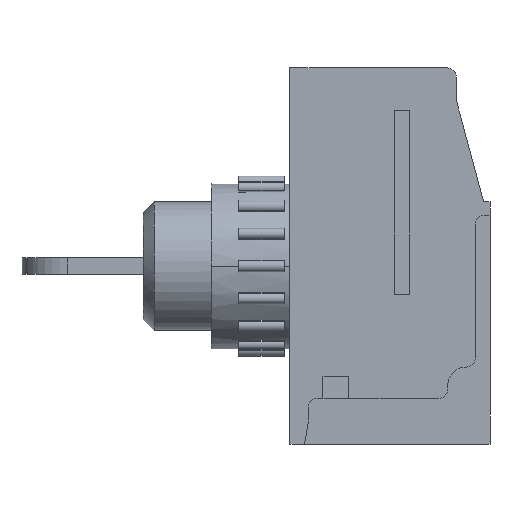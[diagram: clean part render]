
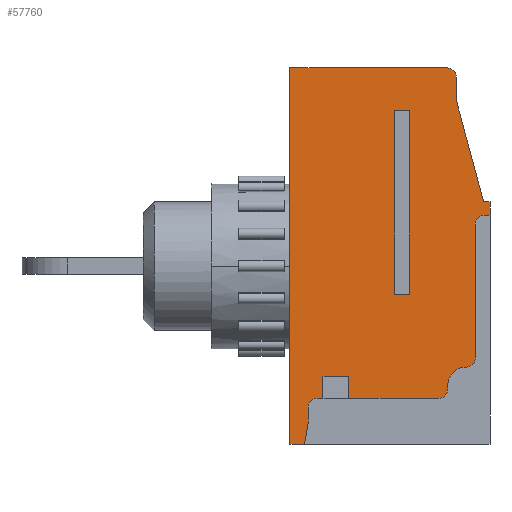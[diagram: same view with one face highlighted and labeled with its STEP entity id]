
A CAD part, left-side view. The second image highlights one B-rep face of the part: STEP entity #57760.
In plain terms, the highlighted face is planar.
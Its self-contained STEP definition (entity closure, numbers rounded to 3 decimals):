
#20520=CARTESIAN_POINT('',(0.,21.625,0.));
#20530=DIRECTION('',(1.,0.,0.));
#20540=VECTOR('',#20530,1.);
#20550=LINE('',#20520,#20540);
#20560=CARTESIAN_POINT('',(60.808,21.625,0.));
#20570=VERTEX_POINT('',#20560);
#20580=CARTESIAN_POINT('',(70.808,21.625,0.));
#20590=VERTEX_POINT('',#20580);
#20600=EDGE_CURVE('',#20570,#20590,#20550,.T.);
#27860=CARTESIAN_POINT('',(60.278,18.441,0.));
#27870=VERTEX_POINT('',#27860);
#27900=CARTESIAN_POINT('',(0.,18.441,0.));
#27910=DIRECTION('',(1.,0.,0.));
#27920=VECTOR('',#27910,1.);
#27930=LINE('',#27900,#27920);
#27940=CARTESIAN_POINT('',(58.978,18.441,0.));
#27950=VERTEX_POINT('',#27940);
#27960=EDGE_CURVE('',#27950,#27870,#27930,.T.);
#28190=CARTESIAN_POINT('',(66.503,0.,0.));
#28200=DIRECTION('',(0.,-1.,0.));
#28210=VECTOR('',#28200,1.);
#28220=LINE('',#28190,#28210);
#28230=CARTESIAN_POINT('',(66.503,16.918,0.));
#28240=VERTEX_POINT('',#28230);
#28250=CARTESIAN_POINT('',(66.503,16.618,0.));
#28260=VERTEX_POINT('',#28250);
#28270=EDGE_CURVE('',#28240,#28260,#28220,.T.);
#28620=CARTESIAN_POINT('',(76.978,26.518,0.));
#28630=VERTEX_POINT('',#28620);
#28660=CARTESIAN_POINT('',(76.978,26.018,0.));
#28670=DIRECTION('',(0.,0.,-1.));
#28680=DIRECTION('',(-1.,0.,0.));
#28690=AXIS2_PLACEMENT_3D('',#28660,#28670,#28680);
#28700=CIRCLE('',#28690,0.5);
#28710=CARTESIAN_POINT('',(76.478,26.018,0.));
#28720=VERTEX_POINT('',#28710);
#28730=EDGE_CURVE('',#28720,#28630,#28700,.T.);
#30580=CARTESIAN_POINT('',(67.003,16.918,0.));
#30590=DIRECTION('',(0.,0.,1.));
#30600=DIRECTION('',(1.,0.,0.));
#30610=AXIS2_PLACEMENT_3D('',#30580,#30590,#30600);
#30620=CIRCLE('',#30610,0.5);
#30630=CARTESIAN_POINT('',(67.003,17.418,0.));
#30640=VERTEX_POINT('',#30630);
#30650=EDGE_CURVE('',#30640,#28240,#30620,.T.);
#32480=CARTESIAN_POINT('',(58.478,27.518,0.));
#32490=VERTEX_POINT('',#32480);
#32520=CARTESIAN_POINT('',(0.,27.518,0.));
#32530=DIRECTION('',(-1.,0.,0.));
#32540=VECTOR('',#32530,1.);
#32550=LINE('',#32520,#32540);
#32560=CARTESIAN_POINT('',(78.978,27.518,0.));
#32570=VERTEX_POINT('',#32560);
#32580=EDGE_CURVE('',#32570,#32490,#32550,.T.);
#34190=CARTESIAN_POINT('',(75.278,24.318,0.));
#34200=VERTEX_POINT('',#34190);
#34350=CARTESIAN_POINT('',(75.278,25.718,0.));
#34360=VERTEX_POINT('',#34350);
#34390=CARTESIAN_POINT('',(75.278,0.,0.));
#34400=DIRECTION('',(0.,-1.,0.));
#34410=VECTOR('',#34400,1.);
#34420=LINE('',#34390,#34410);
#34430=EDGE_CURVE('',#34360,#34200,#34420,.T.);
#36290=CARTESIAN_POINT('',(0.,25.718,0.));
#36300=DIRECTION('',(-1.,0.,0.));
#36310=VECTOR('',#36300,1.);
#36320=LINE('',#36290,#36310);
#36330=CARTESIAN_POINT('',(76.478,25.718,0.));
#36340=VERTEX_POINT('',#36330);
#36350=EDGE_CURVE('',#36340,#34360,#36320,.T.);
#39540=CARTESIAN_POINT('',(76.478,19.418,0.));
#39550=VERTEX_POINT('',#39540);
#39580=CARTESIAN_POINT('',(75.978,19.418,0.));
#39590=DIRECTION('',(0.,0.,1.));
#39600=DIRECTION('',(1.,0.,0.));
#39610=AXIS2_PLACEMENT_3D('',#39580,#39590,#39600);
#39620=CIRCLE('',#39610,0.5);
#39630=CARTESIAN_POINT('',(75.978,18.918,0.));
#39640=VERTEX_POINT('',#39630);
#39650=EDGE_CURVE('',#39640,#39550,#39620,.T.);
#40630=CARTESIAN_POINT('',(77.297,16.618,0.));
#40640=DIRECTION('',(1.,0.,0.));
#40650=VECTOR('',#40640,1.);
#40660=LINE('',#40630,#40650);
#40670=CARTESIAN_POINT('',(65.778,16.618,0.));
#40680=VERTEX_POINT('',#40670);
#40690=EDGE_CURVE('',#40680,#28260,#40660,.T.);
#42080=CARTESIAN_POINT('',(76.478,0.,0.));
#42090=DIRECTION('',(0.,-1.,0.));
#42100=VECTOR('',#42090,1.);
#42110=LINE('',#42080,#42100);
#42120=CARTESIAN_POINT('',(76.478,24.318,0.));
#42130=VERTEX_POINT('',#42120);
#42140=EDGE_CURVE('',#42130,#39550,#42110,.T.);
#43720=CARTESIAN_POINT('',(-0.2,17.418,0.));
#43730=DIRECTION('',(-1.,0.,0.));
#43740=VECTOR('',#43730,1.);
#43750=LINE('',#43720,#43740);
#43760=CARTESIAN_POINT('',(74.278,17.418,0.));
#43770=VERTEX_POINT('',#43760);
#43780=EDGE_CURVE('',#43770,#30640,#43750,.T.);
#45240=CARTESIAN_POINT('',(58.478,0.,0.));
#45250=DIRECTION('',(0.,1.,0.));
#45260=VECTOR('',#45250,1.);
#45270=LINE('',#45240,#45260);
#45280=CARTESIAN_POINT('',(58.478,18.941,0.));
#45290=VERTEX_POINT('',#45280);
#45300=EDGE_CURVE('',#45290,#32490,#45270,.T.);
#46720=CARTESIAN_POINT('',(58.978,18.941,0.));
#46730=DIRECTION('',(0.,0.,1.));
#46740=DIRECTION('',(1.,0.,0.));
#46750=AXIS2_PLACEMENT_3D('',#46720,#46730,#46740);
#46760=CIRCLE('',#46750,0.5);
#46770=EDGE_CURVE('',#45290,#27950,#46760,.T.);
#49340=CARTESIAN_POINT('',(77.778,26.518,0.));
#49350=VERTEX_POINT('',#49340);
#49380=CARTESIAN_POINT('',(0.,26.518,0.));
#49390=DIRECTION('',(-1.,0.,0.));
#49400=VECTOR('',#49390,1.);
#49410=LINE('',#49380,#49400);
#49420=EDGE_CURVE('',#49350,#28630,#49410,.T.);
#49920=CARTESIAN_POINT('',(74.778,17.918,0.));
#49930=VERTEX_POINT('',#49920);
#49960=CARTESIAN_POINT('',(74.278,17.918,0.));
#49970=DIRECTION('',(0.,0.,1.));
#49980=DIRECTION('',(1.,0.,0.));
#49990=AXIS2_PLACEMENT_3D('',#49960,#49970,#49980);
#50000=CIRCLE('',#49990,0.5);
#50010=EDGE_CURVE('',#43770,#49930,#50000,.T.);
#51650=CARTESIAN_POINT('',(0.,24.318,0.));
#51660=DIRECTION('',(1.,0.,0.));
#51670=VECTOR('',#51660,1.);
#51680=LINE('',#51650,#51670);
#51690=EDGE_CURVE('',#34200,#42130,#51680,.T.);
#52940=CARTESIAN_POINT('',(78.978,0.,0.));
#52950=DIRECTION('',(0.,-1.,0.));
#52960=VECTOR('',#52950,1.);
#52970=LINE('',#52940,#52960);
#52980=CARTESIAN_POINT('',(78.978,26.729,0.));
#52990=VERTEX_POINT('',#52980);
#53000=EDGE_CURVE('',#32570,#52990,#52970,.T.);
#53200=CARTESIAN_POINT('',(0.,34.593,0.));
#53210=DIRECTION('',(-0.966,0.259,0.));
#53220=VECTOR('',#53210,1.);
#53230=LINE('',#53200,#53220);
#53240=CARTESIAN_POINT('',(65.778,16.968,0.));
#53250=VERTEX_POINT('',#53240);
#53260=EDGE_CURVE('',#53250,#27870,#53230,.T.);
#53850=EDGE_CURVE('',#28720,#36340,#42110,.T.);
#55880=CARTESIAN_POINT('',(0.,12.803,0.));
#55890=DIRECTION('',(-0.985,-0.174,0.));
#55900=VECTOR('',#55890,1.);
#55910=LINE('',#55880,#55900);
#55920=EDGE_CURVE('',#52990,#49350,#55910,.T.);
#56660=CARTESIAN_POINT('',(65.778,0.,0.));
#56670=DIRECTION('',(0.,-1.,0.));
#56680=VECTOR('',#56670,1.);
#56690=LINE('',#56660,#56680);
#56700=EDGE_CURVE('',#53250,#40680,#56690,.T.);
#57080=CARTESIAN_POINT('',(84.988,22.816,0.));
#57090=DIRECTION('',(-0.,0.,1.));
#57100=DIRECTION('',(0.,-1.,0.));
#57110=AXIS2_PLACEMENT_3D('',#57080,#57090,#57100);
#57120=PLANE('',#57110);
#57130=ORIENTED_EDGE('',*,*,#20600,.F.);
#57140=CARTESIAN_POINT('',(70.808,0.,0.));
#57150=DIRECTION('',(0.,1.,0.));
#57160=VECTOR('',#57150,1.);
#57170=LINE('',#57140,#57160);
#57180=CARTESIAN_POINT('',(70.808,21.211,0.));
#57190=VERTEX_POINT('',#57180);
#57200=EDGE_CURVE('',#57190,#20590,#57170,.T.);
#57210=ORIENTED_EDGE('',*,*,#57200,.T.);
#57220=CARTESIAN_POINT('',(0.,21.211,0.));
#57230=DIRECTION('',(-1.,0.,0.));
#57240=VECTOR('',#57230,1.);
#57250=LINE('',#57220,#57240);
#57260=CARTESIAN_POINT('',(60.808,21.211,0.));
#57270=VERTEX_POINT('',#57260);
#57280=EDGE_CURVE('',#57190,#57270,#57250,.T.);
#57290=ORIENTED_EDGE('',*,*,#57280,.F.);
#57300=CARTESIAN_POINT('',(60.808,0.,0.));
#57310=DIRECTION('',(0.,-1.,0.));
#57320=VECTOR('',#57310,1.);
#57330=LINE('',#57300,#57320);
#57340=EDGE_CURVE('',#20570,#57270,#57330,.T.);
#57350=ORIENTED_EDGE('',*,*,#57340,.T.);
#57360=EDGE_LOOP('',(#57350,#57290,#57210,#57130));
#57370=FACE_BOUND('',#57360,.T.);
#57380=ORIENTED_EDGE('',*,*,#51690,.T.);
#57390=ORIENTED_EDGE('',*,*,#34430,.T.);
#57400=ORIENTED_EDGE('',*,*,#36350,.T.);
#57410=ORIENTED_EDGE('',*,*,#53850,.T.);
#57420=ORIENTED_EDGE('',*,*,#28730,.F.);
#57430=ORIENTED_EDGE('',*,*,#49420,.T.);
#57440=ORIENTED_EDGE('',*,*,#55920,.T.);
#57450=ORIENTED_EDGE('',*,*,#53000,.T.);
#57460=ORIENTED_EDGE('',*,*,#32580,.F.);
#57470=ORIENTED_EDGE('',*,*,#45300,.T.);
#57480=ORIENTED_EDGE('',*,*,#46770,.F.);
#57490=ORIENTED_EDGE('',*,*,#27960,.F.);
#57500=ORIENTED_EDGE('',*,*,#53260,.T.);
#57510=ORIENTED_EDGE('',*,*,#56700,.F.);
#57520=ORIENTED_EDGE('',*,*,#40690,.F.);
#57530=ORIENTED_EDGE('',*,*,#28270,.T.);
#57540=ORIENTED_EDGE('',*,*,#30650,.T.);
#57550=ORIENTED_EDGE('',*,*,#43780,.T.);
#57560=ORIENTED_EDGE('',*,*,#50010,.F.);
#57570=CARTESIAN_POINT('',(75.778,17.918,0.));
#57580=DIRECTION('',(0.,0.,1.));
#57590=DIRECTION('',(1.,0.,0.));
#57600=AXIS2_PLACEMENT_3D('',#57570,#57580,#57590);
#57610=CIRCLE('',#57600,1.);
#57620=CARTESIAN_POINT('',(75.778,18.918,0.));
#57630=VERTEX_POINT('',#57620);
#57640=EDGE_CURVE('',#57630,#49930,#57610,.T.);
#57650=ORIENTED_EDGE('',*,*,#57640,.T.);
#57660=CARTESIAN_POINT('',(-0.674,18.918,0.));
#57670=DIRECTION('',(-1.,0.,0.));
#57680=VECTOR('',#57670,1.);
#57690=LINE('',#57660,#57680);
#57700=EDGE_CURVE('',#39640,#57630,#57690,.T.);
#57710=ORIENTED_EDGE('',*,*,#57700,.T.);
#57720=ORIENTED_EDGE('',*,*,#39650,.F.);
#57730=ORIENTED_EDGE('',*,*,#42140,.T.);
#57740=EDGE_LOOP('',(#57730,#57720,#57710,#57650,#57560,#57550,#57540,
#57530,#57520,#57510,#57500,#57490,#57480,#57470,#57460,#57450,#57440,
#57430,#57420,#57410,#57400,#57390,#57380));
#57750=FACE_OUTER_BOUND('',#57740,.T.);
#57760=ADVANCED_FACE('',(#57370,#57750),#57120,.F.);
